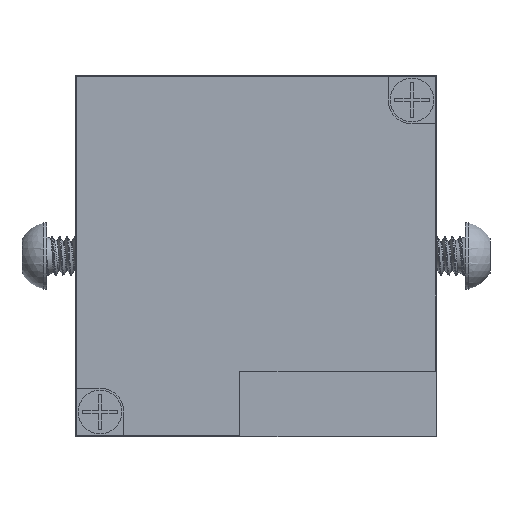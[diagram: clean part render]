
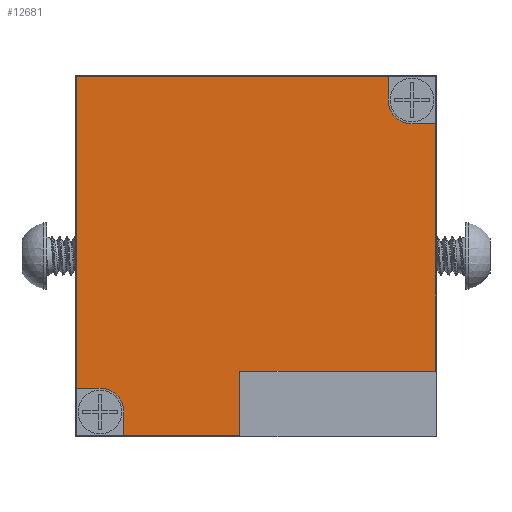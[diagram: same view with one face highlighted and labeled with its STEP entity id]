
A CAD part, front view. The second image highlights one B-rep face of the part: STEP entity #12681.
In plain terms, the highlighted planar face has unit normal (0, -1, 0).
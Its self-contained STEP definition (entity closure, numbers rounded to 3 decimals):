
#676=CIRCLE('',#13459,1.25);
#677=CIRCLE('',#13465,1.25);
#1362=FACE_OUTER_BOUND('',#2112,.T.);
#2112=EDGE_LOOP('',(#8605,#8606,#8607,#8608,#8609,#8610,#8611,#8612,#8613,
#8614,#8615,#8616));
#2938=LINE('',#17895,#4090);
#2941=LINE('',#17900,#4093);
#2944=LINE('',#17905,#4096);
#2946=LINE('',#17909,#4098);
#2948=LINE('',#17913,#4100);
#2951=LINE('',#17918,#4103);
#2954=LINE('',#17926,#4106);
#2956=LINE('',#17930,#4108);
#2958=LINE('',#17934,#4110);
#2960=LINE('',#17938,#4112);
#4090=VECTOR('',#14627,10.);
#4093=VECTOR('',#14632,10.);
#4096=VECTOR('',#14637,10.);
#4098=VECTOR('',#14641,10.);
#4100=VECTOR('',#14645,10.);
#4103=VECTOR('',#14650,10.);
#4106=VECTOR('',#14659,10.);
#4108=VECTOR('',#14663,10.);
#4110=VECTOR('',#14667,10.);
#4112=VECTOR('',#14671,10.);
#5222=VERTEX_POINT('',#17893);
#5223=VERTEX_POINT('',#17894);
#5224=VERTEX_POINT('',#17899);
#5225=VERTEX_POINT('',#17904);
#5226=VERTEX_POINT('',#17908);
#5227=VERTEX_POINT('',#17912);
#5228=VERTEX_POINT('',#17917);
#5229=VERTEX_POINT('',#17921);
#5230=VERTEX_POINT('',#17925);
#5231=VERTEX_POINT('',#17929);
#5232=VERTEX_POINT('',#17933);
#5233=VERTEX_POINT('',#17937);
#6512=EDGE_CURVE('',#5222,#5223,#2938,.T.);
#6515=EDGE_CURVE('',#5224,#5223,#2941,.T.);
#6518=EDGE_CURVE('',#5224,#5225,#2944,.T.);
#6520=EDGE_CURVE('',#5225,#5226,#2946,.T.);
#6522=EDGE_CURVE('',#5227,#5226,#2948,.T.);
#6525=EDGE_CURVE('',#5228,#5227,#2951,.T.);
#6527=EDGE_CURVE('',#5228,#5229,#676,.T.);
#6529=EDGE_CURVE('',#5229,#5230,#2954,.T.);
#6531=EDGE_CURVE('',#5231,#5230,#2956,.T.);
#6533=EDGE_CURVE('',#5232,#5231,#2958,.T.);
#6535=EDGE_CURVE('',#5233,#5232,#2960,.T.);
#6537=EDGE_CURVE('',#5233,#5222,#677,.T.);
#8605=ORIENTED_EDGE('',*,*,#6537,.T.);
#8606=ORIENTED_EDGE('',*,*,#6512,.T.);
#8607=ORIENTED_EDGE('',*,*,#6515,.F.);
#8608=ORIENTED_EDGE('',*,*,#6518,.T.);
#8609=ORIENTED_EDGE('',*,*,#6520,.T.);
#8610=ORIENTED_EDGE('',*,*,#6522,.F.);
#8611=ORIENTED_EDGE('',*,*,#6525,.F.);
#8612=ORIENTED_EDGE('',*,*,#6527,.T.);
#8613=ORIENTED_EDGE('',*,*,#6529,.T.);
#8614=ORIENTED_EDGE('',*,*,#6531,.F.);
#8615=ORIENTED_EDGE('',*,*,#6533,.F.);
#8616=ORIENTED_EDGE('',*,*,#6535,.F.);
#12336=PLANE('',#13466);
#12681=ADVANCED_FACE('',(#1362),#12336,.F.);
#13459=AXIS2_PLACEMENT_3D('',#17922,#14654,#14655);
#13465=AXIS2_PLACEMENT_3D('',#17941,#14675,#14676);
#13466=AXIS2_PLACEMENT_3D('',#17942,#14677,#14678);
#14627=DIRECTION('',(0.,0.,-1.));
#14632=DIRECTION('',(-1.,0.,0.));
#14637=DIRECTION('',(0.,0.,1.));
#14641=DIRECTION('',(1.,0.,0.));
#14645=DIRECTION('',(0.,0.,-1.));
#14650=DIRECTION('',(1.,0.,0.));
#14654=DIRECTION('center_axis',(0.,1.,0.));
#14655=DIRECTION('ref_axis',(1.,0.,0.));
#14659=DIRECTION('',(0.,0.,1.));
#14663=DIRECTION('',(1.,0.,0.));
#14667=DIRECTION('',(0.,0.,1.));
#14671=DIRECTION('',(-1.,0.,0.));
#14675=DIRECTION('center_axis',(0.,1.,0.));
#14676=DIRECTION('ref_axis',(1.,0.,0.));
#14677=DIRECTION('center_axis',(0.,1.,0.));
#14678=DIRECTION('ref_axis',(1.,0.,0.));
#17893=CARTESIAN_POINT('',(-6.95,0.,-8.2));
#17894=CARTESIAN_POINT('',(-6.95,0.,-9.45));
#17895=CARTESIAN_POINT('',(-6.95,0.,-8.2));
#17899=CARTESIAN_POINT('',(-0.85,0.,-9.45));
#17900=CARTESIAN_POINT('',(9.45,0.,-9.45));
#17904=CARTESIAN_POINT('',(-0.85,0.,-6.05));
#17905=CARTESIAN_POINT('',(-0.85,0.,-9.45));
#17908=CARTESIAN_POINT('',(9.45,0.,-6.05));
#17909=CARTESIAN_POINT('',(-0.85,0.,-6.05));
#17912=CARTESIAN_POINT('',(9.45,0.,6.95));
#17913=CARTESIAN_POINT('',(9.45,0.,9.45));
#17917=CARTESIAN_POINT('',(8.2,0.,6.95));
#17918=CARTESIAN_POINT('',(8.2,0.,6.95));
#17921=CARTESIAN_POINT('',(6.95,0.,8.2));
#17922=CARTESIAN_POINT('Origin',(8.2,0.,8.2));
#17925=CARTESIAN_POINT('',(6.95,0.,9.45));
#17926=CARTESIAN_POINT('',(6.95,0.,8.2));
#17929=CARTESIAN_POINT('',(-9.45,0.,9.45));
#17930=CARTESIAN_POINT('',(-9.45,0.,9.45));
#17933=CARTESIAN_POINT('',(-9.45,0.,-6.95));
#17934=CARTESIAN_POINT('',(-9.45,0.,-9.45));
#17937=CARTESIAN_POINT('',(-8.2,0.,-6.95));
#17938=CARTESIAN_POINT('',(-8.2,0.,-6.95));
#17941=CARTESIAN_POINT('Origin',(-8.2,0.,-8.2));
#17942=CARTESIAN_POINT('Origin',(0.,0.,0.));
